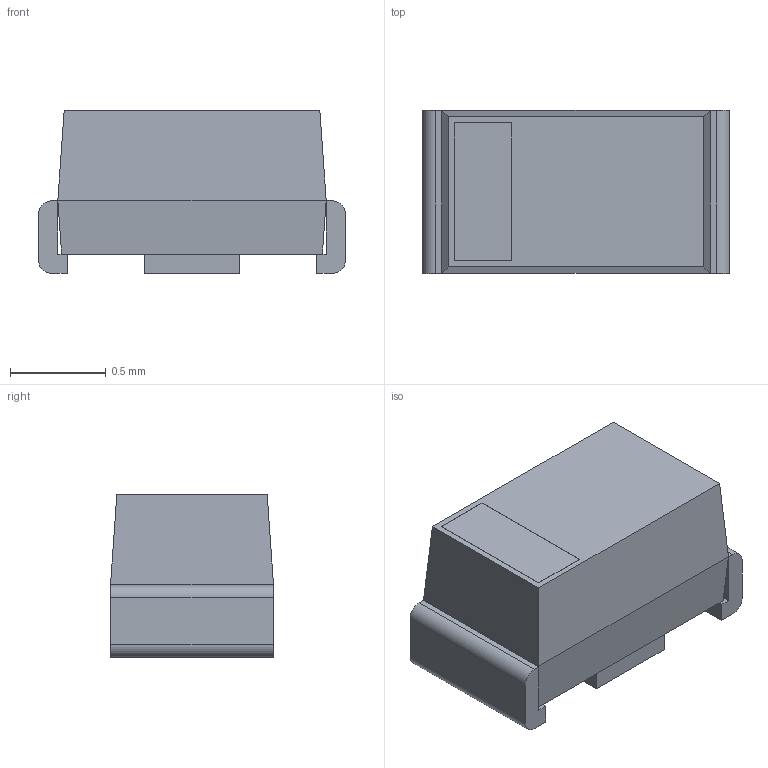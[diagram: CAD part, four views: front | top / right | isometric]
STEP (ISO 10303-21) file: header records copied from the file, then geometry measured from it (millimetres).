
FILE_DESCRIPTION(/* description */ ('model of CP_EIA-1608-10_AVX-L'),/* implementation_level */ '2;1');
FILE_NAME(/* name */ 'CP_EIA-1608-10_AVX-L.step',/* time_stamp */ '2018-12-29T11:01:21',/* author */ ('kicad StepUp','ksu'),/* organization */ ('FreeCAD'),/* preprocessor_version */ 'OCC',/* originating_system */ 'kicad StepUp',/* authorisation */ '');
FILE_SCHEMA(('AUTOMOTIVE_DESIGN { 1 0 10303 214 1 1 1 1 }'));
Length unit declared in the file: millimetre
Products named in the file (1): CP_EIA_1608_10_AVX_L
Bounding box: 1.6 x 0.85 x 0.85 mm (x, y, z)
Volume: 1 mm3; surface area: 7.5 mm2
Topology: 1 solids, 1 shells, 40 faces, 104 edges, 68 vertices
Faces by surface type: plane 28, bspline 8, cylinder 4
Entity records: 852 total; most frequent: ORIENTED_EDGE 164, EDGE_CURVE 104, CARTESIAN_POINT 103, VERTEX_POINT 68, LINE 68, FACE_BOUND 42, EDGE_LOOP 42, AXIS2_PLACEMENT_3D 41
